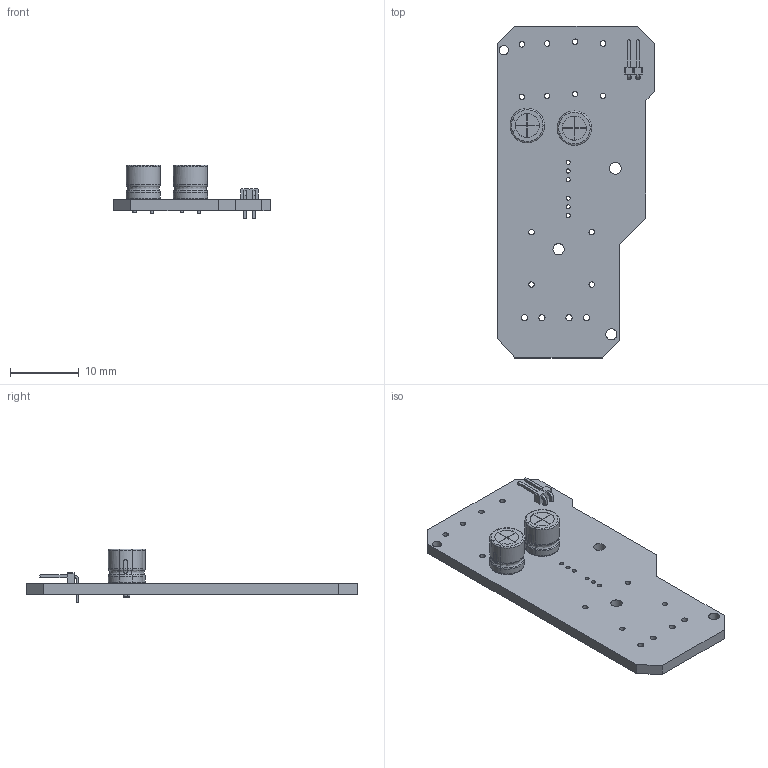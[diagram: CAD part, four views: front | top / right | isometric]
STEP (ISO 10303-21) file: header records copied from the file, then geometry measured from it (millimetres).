
FILE_DESCRIPTION(('KiCad electronic assembly'),'2;1');
FILE_NAME('luzecilla.step','2018-10-06T12:39:15',('An Author'),( 'A Company'),'Open CASCADE STEP processor 6.8', 'KiCad to STEP converter','Unknown');
FILE_SCHEMA(('AUTOMOTIVE_DESIGN_CC2 { 1 2 10303 214 -1 1 5 4 }'));
Length unit declared in the file: millimetre
Products named in the file (9): Open CASCADE STEP translator 6.8 1; Pin_Header_Angled_1x02_Pitch1.27mm; SOLID; CP_Radial_D5.0mm_P2.50mm; LED_D5.0mm; TO-92_Horizontal1_Inline_Narrow_Oval; R_Axial_DIN0207_L6.3mm_D2.5mm_P7.62mm_Horizontal; COMPOUND
Assembly tree (16 placements, depth 3):
  Open CASCADE STEP translator 6.8 1
    Pin_Header_Angled_1x02_Pitch1.27mm
      SOLID
    CP_Radial_D5.0mm_P2.50mm  x2
      SOLID
    LED_D5.0mm  x2
    TO-92_Horizontal1_Inline_Narrow_Oval  x2
    R_Axial_DIN0207_L6.3mm_D2.5mm_P7.62mm_Horizontal  x6
    COMPOUND
Bounding box: 22.86 x 48.26 x 7.8 mm (x, y, z)
Volume: 1714.8 mm3; surface area: 2594.1 mm2
Topology: 4 solids, 6 shells, 204 faces, 510 edges, 326 vertices
Faces by surface type: plane 116, cylinder 62, bspline 12, revolution 10, torus 4
Full cylindrical faces by diameter (mm): 0.5 x4, 0.6 x6, 0.65 x2, 0.8 x16, 0.9 x4, 1.35 x1, 1.606 x1, 1.616 x1, 1.727 x1
Entity records: 15296 total; most frequent: CARTESIAN_POINT 6596, DIRECTION 1377, ORIENTED_EDGE 788, PCURVE 788, DEFINITIONAL_REPRESENTATION 788, LINE 782, VECTOR 782, EDGE_CURVE 394
